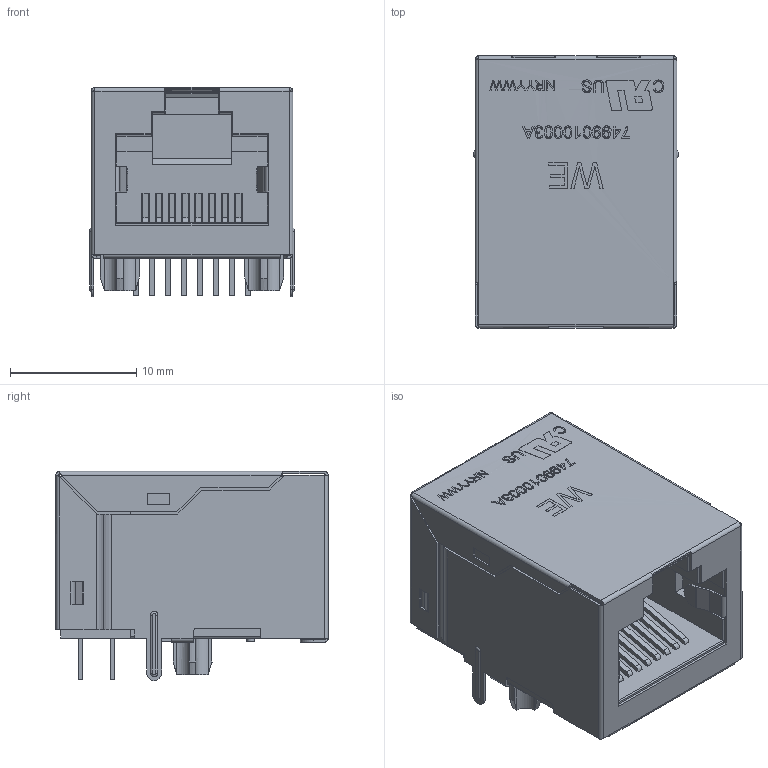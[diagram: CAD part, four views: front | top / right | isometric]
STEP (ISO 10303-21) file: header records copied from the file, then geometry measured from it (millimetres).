
FILE_DESCRIPTION(/* description */ ('Unknown'),/* implementation_level */ '2;1');
FILE_NAME(/* name */ 'T_Wurth_WE-RJ45LAN_7499010003A',/* time_stamp */ '2025-08-21T11:24:25+08:00',/* author */ ('Unknown'),/* organization */ ('Unknown'),/* preprocessor_version */ 'ST-DEVELOPER v19.4',/* originating_system */ 'Solid Edge',/* authorisation */ 'Unknown');
FILE_SCHEMA (('AUTOMOTIVE_DESIGN {1 0 10303 214 3 1 1}'));
Length unit declared in the file: millimetre
Products named in the file (2): T_Wurth_WE-RJ45LAN_7499010003A
Assembly tree (1 placements, depth 2):
  T_Wurth_WE-RJ45LAN_7499010003A
    T_Wurth_WE-RJ45LAN_7499010003A
Bounding box: 16.2 x 21.6 x 16.6 mm (x, y, z)
Volume: 3264.6 mm3; surface area: 4953 mm2
Topology: 1 solids, 1 shells, 739 faces, 1994 edges, 1297 vertices
Faces by surface type: plane 531, cylinder 146, bspline 41, torus 8, cone 8, sphere 5
Entity records: 29379 total; most frequent: CARTESIAN_POINT 6273, ORIENTED_EDGE 3960, DIRECTION 3276, EDGE_CURVE 1980, VERTEX_POINT 1297, LINE 1288, VECTOR 1288, AXIS2_PLACEMENT_3D 994
